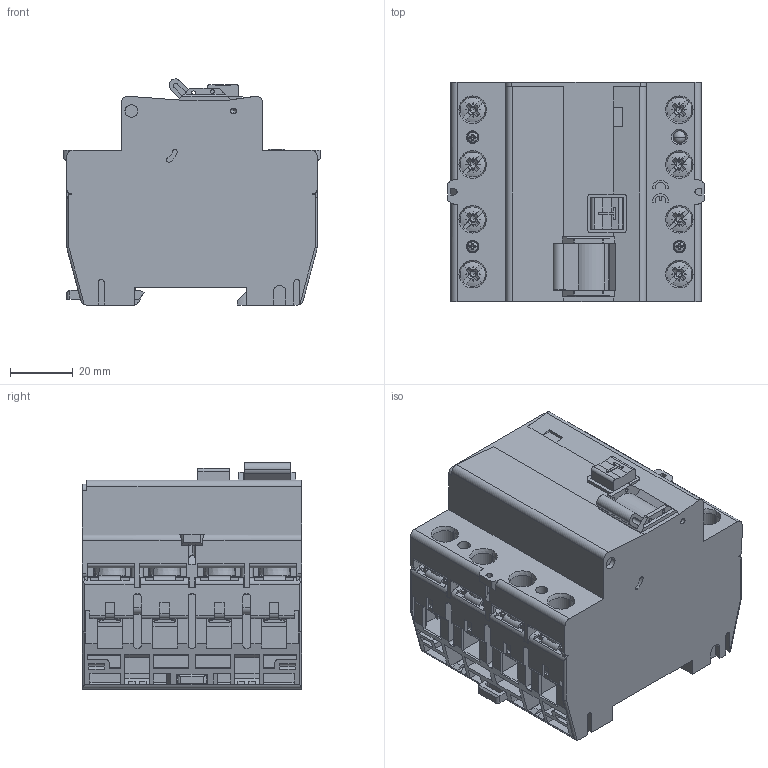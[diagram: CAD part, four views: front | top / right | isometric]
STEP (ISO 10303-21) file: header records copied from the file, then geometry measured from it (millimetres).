
FILE_DESCRIPTION(('OneSpaceDesigner STEP Export'),'2;1');
FILE_NAME('fi9530-FI-Schalter_3D_Dummy_C-Design.stp','2009-11-18T17:19:07',(''),(''),'OneSpace Designer STEP processor for AP214 (Solid Model)','OneSpace Modeling 15.50B 03-Nov-2007 (C) CoCreate Software GmbH','');
FILE_SCHEMA(('AUTOMOTIVE_DESIGN { 1 0 10303 214 1 1 1 1 }'));
Products named in the file (2): fi9530-FI-Schalter_3D_Dummy_C-Design
Assembly tree (1 placements, depth 2):
  fi9530-FI-Schalter_3D_Dummy_C-Design
    fi9530-FI-Schalter_3D_Dummy_C-Design
Bounding box: 82 x 70 x 72.24 mm (x, y, z)
Volume: 266867.5 mm3; surface area: 70107.9 mm2
Topology: 1 solids, 1 shells, 2926 faces, 8568 edges, 5625 vertices
Faces by surface type: plane 1871, cylinder 823, cone 146, sphere 40, bspline 40, torus 6
Entity records: 113397 total; most frequent: CARTESIAN_POINT 37705, ORIENTED_EDGE 17020, DIRECTION 14311, EDGE_CURVE 8510, VERTEX_POINT 5625, VECTOR 5401, LINE 5401, AXIS2_PLACEMENT_3D 4455
